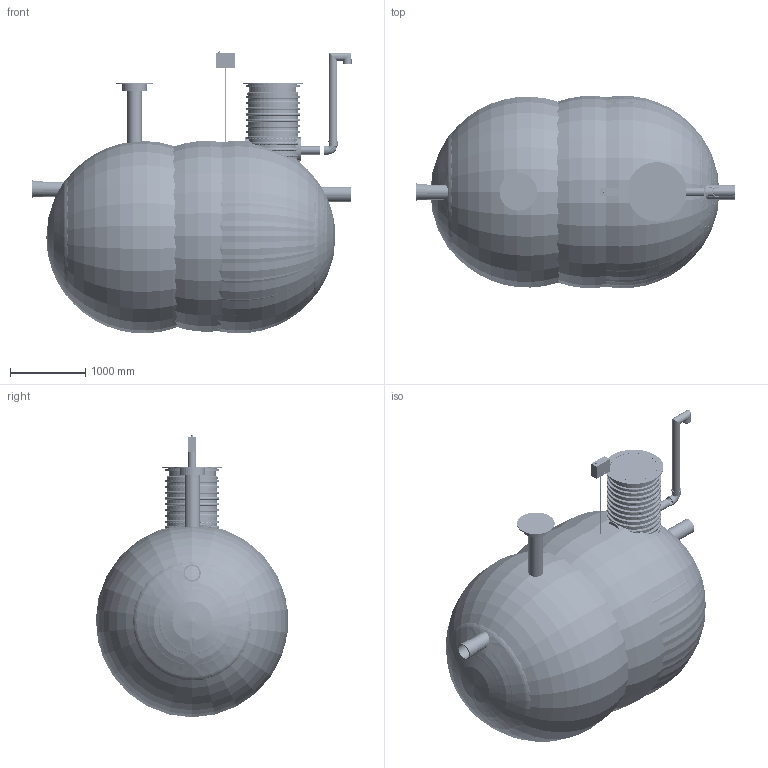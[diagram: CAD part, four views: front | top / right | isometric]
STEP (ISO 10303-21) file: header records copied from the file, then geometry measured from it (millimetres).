
FILE_DESCRIPTION(/* description */ ('Unknown'),/* implementation_level */ '2;1');
FILE_NAME(/* name */ 'EC õlieraldaja NS20 1.klass',/* time_stamp */ '2023-04-13T13:49:35+03:00',/* author */ ('Unknown'),/* organization */ ('Unknown'),/* preprocessor_version */ 'ST-DEVELOPER v18.1',/* originating_system */ 'Solid Edge',/* authorisation */ 'Unknown');
FILE_SCHEMA (('AUTOMOTIVE_DESIGN {1 0 10303 214 3 1 1}'));
Length unit declared in the file: millimetre
Products named in the file (50): EC olieraldaja NS20 1.klass GRP; EC NS20 olikas koos liivaga kestakoost; 40360_väljund D200; 40360_ots2 D1600; 40360_sisend D200; PVC_polv_200; 40360_ots1 D1600; NS20 koos liivaga silinder D1600; PVC Kaksikmuhv d200; filtrikoost polvega EC NS20; 2730 põlv D200 rotost ja ujuk D220 koos filtiosaga_var3; 2730.000 P鯷v D200 eraldajatele rotost; juhtvarraste ylemine tugi_var3; Mutter_M8_a2; Juhtvarras_var3; Seib M8 a2; Polt_M8x30_A2; NS6 juhik varrastega_var3; PE plaat polve peale_var3; RoundTubing 200x7.7_oa_0; Filtri ja klapi osa_NS20; vork ASIS304_D220 klapi ymber_var3; 2729.000 D220 ujuk rotost; RoundTubing 21.3x1.5_oa_1; filtermaterjal olikale NS6 estris_var3; RoundTubing 110x6.6_oa_2; 2632.105_vahesein1; RoundTubing 110x6.6_oa_3; RoundTubing 63x4.7_oa_4; olimaht EC NS20; D665 KP silinder 26.04.19; PE_vent_malm_NS15; PVC_polv_110; Rotoventiots; RoundTubing 110x6.6_oa_5; 2697.001 tihend teeninduskaevule 670_var2; Malmluuk 315; RoundTubing 200x7.7_oa_6; Ujuk_oa_7; Ujuk_oa_8 ...
Assembly tree (82 placements, depth 6):
  EC olieraldaja NS20 1.klass GRP
    EC NS20 olikas koos liivaga kestakoost
      40360_väljund D200
      40360_ots2 D1600
      40360_sisend D200
      PVC_polv_200  x2
      40360_ots1 D1600
      NS20 koos liivaga silinder D1600
      PVC Kaksikmuhv d200  x3
      filtrikoost polvega EC NS20
        2730 põlv D200 rotost ja ujuk D220 koos filtiosaga_var3
          2730.000 P鯷v D200 eraldajatele rotost
          juhtvarraste ylemine tugi_var3
          Mutter_M8_a2  x12
          Juhtvarras_var3  x4
          Seib M8 a2  x12
          Polt_M8x30_A2  x4
          NS6 juhik varrastega_var3
            PE plaat polve peale_var3
        RoundTubing 200x7.7_oa_0
        Filtri ja klapi osa_NS20
          vork ASIS304_D220 klapi ymber_var3
          2729.000 D220 ujuk rotost
          RoundTubing 21.3x1.5_oa_1
          filtermaterjal olikale NS6 estris_var3
        PVC Kaksikmuhv d200
        RoundTubing 110x6.6_oa_2
      2632.105_vahesein1
    RoundTubing 110x6.6_oa_3
    RoundTubing 63x4.7_oa_4
    olimaht EC NS20
    D665 KP silinder 26.04.19
    PE_vent_malm_NS15
      PVC_polv_110
      Rotoventiots
      RoundTubing 110x6.6_oa_5
    2697.001 tihend teeninduskaevule 670_var2  x2
    Malmluuk 315
    RoundTubing 200x7.7_oa_6
    Ujuk_oa_7
    Ujuk_oa_8
    Ujuk_oa_9
    RoundTubing 25x2.3_oa_10
    EC NS20 liivamaht
    elektrikarp loikefotole
    Malmluuk_D600_(Ginmika)
      Malmluugi_korpus_D600_(Ginmika)
      Malmluugi_kaan_D600_(Ginmika)
    2693.001_var3
    2703.001
    efektiivne maht NS20_19430
Bounding box: 4237.78 x 2556.92 x 3754.85 mm (x, y, z)
Volume: 39087520820.1 mm3; surface area: 212917530.3 mm2
Topology: 77 solids, 498 shells, 2882 faces, 5281 edges, 3464 vertices
Faces by surface type: cylinder 1192, bspline 962, plane 496, torus 199, cone 26, sphere 7
Full cylindrical faces by diameter (mm): 6 x1, 6.647 x12, 8 x4, 8.4 x12, 8.5 x3, 9 x8, 10 x39, 15 x2, 16 x12, 18.3 x1, 20 x1, 20.4 x1, 21.3 x1, 25 x1, 53.6 x1, 63 x1, 96.8 x3, 100 x3, 103.2 x3, 110 x11, 120 x2, 130 x2, 150 x1, 160 x2, 184.6 x2, 190 x8, 195 x4, 200 x24, 210 x6, 220 x3
Entity records: 144007 total; most frequent: CARTESIAN_POINT 106871, ORIENTED_EDGE 6656, FACE_BOUND 5008, EDGE_LOOP 5003, DIRECTION 3750, EDGE_CURVE 3328, VERTEX_POINT 2954, B_SPLINE_CURVE_WITH_KNOTS 2161
